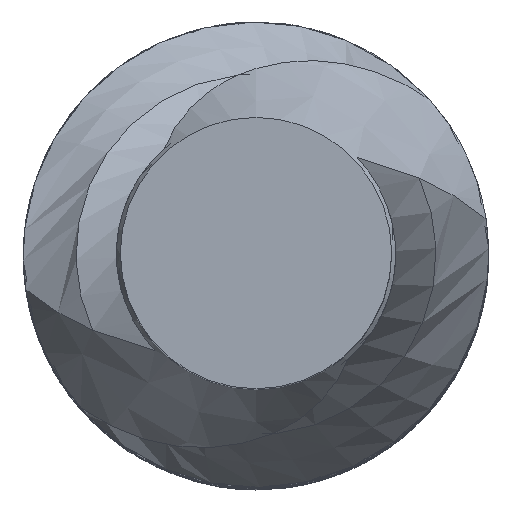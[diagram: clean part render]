
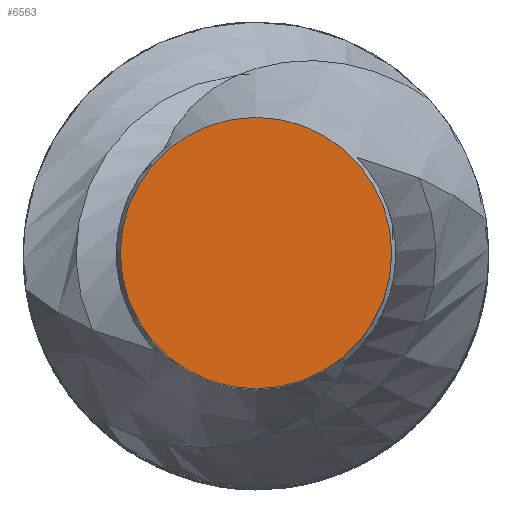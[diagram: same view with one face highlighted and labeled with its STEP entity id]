
A CAD part, top view. The second image highlights one B-rep face of the part: STEP entity #6563.
In plain terms, the highlighted planar face has unit normal (0, 0, 1).
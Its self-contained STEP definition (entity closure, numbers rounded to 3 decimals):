
#5290 = CYLINDRICAL_SURFACE('',#5291,34.);
#5291 = AXIS2_PLACEMENT_3D('',#5292,#5293,#5294);
#5292 = CARTESIAN_POINT('',(0.,0.,466.667));
#5293 = DIRECTION('',(-0.,-0.,-1.));
#5294 = DIRECTION('',(1.,0.,0.));
#5878 = VERTEX_POINT('',#5879);
#5879 = CARTESIAN_POINT('',(34.,0.,596.667));
#5900 = EDGE_CURVE('',#5878,#5878,#5901,.T.);
#5901 = SURFACE_CURVE('',#5902,(#5907,#5914),.PCURVE_S1.);
#5902 = CIRCLE('',#5903,34.);
#5903 = AXIS2_PLACEMENT_3D('',#5904,#5905,#5906);
#5904 = CARTESIAN_POINT('',(0.,0.,596.667));
#5905 = DIRECTION('',(0.,0.,1.));
#5906 = DIRECTION('',(1.,0.,0.));
#5907 = PCURVE('',#5290,#5908);
#5908 = DEFINITIONAL_REPRESENTATION('',(#5909),#5913);
#5909 = LINE('',#5910,#5911);
#5910 = CARTESIAN_POINT('',(-0.,-130.));
#5911 = VECTOR('',#5912,1.);
#5912 = DIRECTION('',(-1.,0.));
#5913 = ( GEOMETRIC_REPRESENTATION_CONTEXT(2) 
PARAMETRIC_REPRESENTATION_CONTEXT() REPRESENTATION_CONTEXT('2D SPACE',''
  ) );
#5914 = PCURVE('',#5915,#5920);
#5915 = PLANE('',#5916);
#5916 = AXIS2_PLACEMENT_3D('',#5917,#5918,#5919);
#5917 = CARTESIAN_POINT('',(0.,0.,
    596.667));
#5918 = DIRECTION('',(0.,0.,1.));
#5919 = DIRECTION('',(1.,0.,-0.));
#5920 = DEFINITIONAL_REPRESENTATION('',(#5921),#5925);
#5921 = CIRCLE('',#5922,34.);
#5922 = AXIS2_PLACEMENT_2D('',#5923,#5924);
#5923 = CARTESIAN_POINT('',(0.,0.));
#5924 = DIRECTION('',(1.,0.));
#5925 = ( GEOMETRIC_REPRESENTATION_CONTEXT(2) 
PARAMETRIC_REPRESENTATION_CONTEXT() REPRESENTATION_CONTEXT('2D SPACE',''
  ) );
#6563 = ADVANCED_FACE('',(#6564),#5915,.T.);
#6564 = FACE_BOUND('',#6565,.T.);
#6565 = EDGE_LOOP('',(#6566));
#6566 = ORIENTED_EDGE('',*,*,#5900,.T.);
